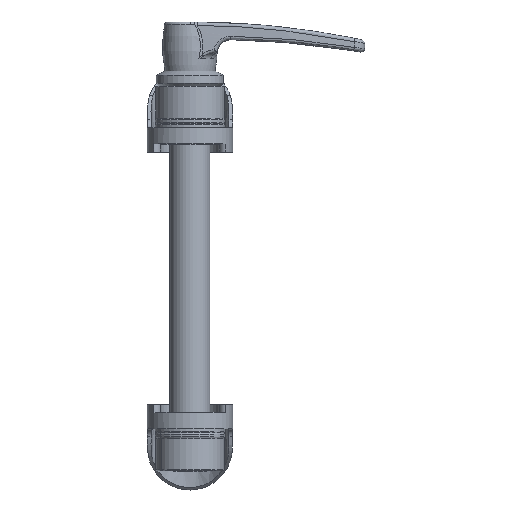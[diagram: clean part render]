
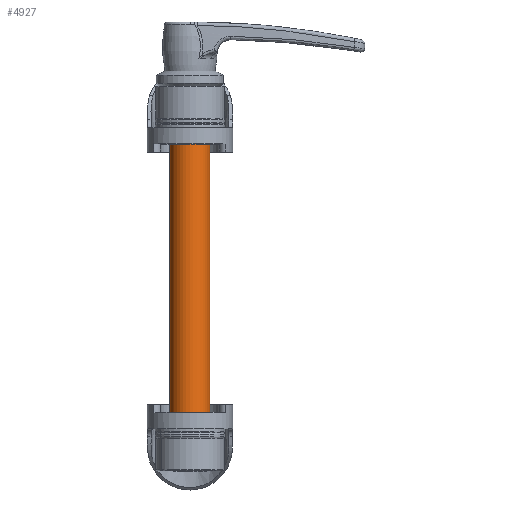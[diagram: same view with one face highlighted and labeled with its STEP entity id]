
A CAD part, front view. The second image highlights one B-rep face of the part: STEP entity #4927.
In plain terms, the highlighted cylindrical face has radius 7.455 mm (diameter 14.91 mm), a partial arc.
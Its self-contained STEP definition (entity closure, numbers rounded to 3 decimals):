
#170 = AXIS2_PLACEMENT_3D ( 'NONE', #6706, #2793, #7361 ) ;
#270 = AXIS2_PLACEMENT_3D ( 'NONE', #6027, #2136, #6694 ) ;
#338 = CARTESIAN_POINT ( 'NONE',  ( 133.604, 0., -7.455 ) ) ;
#387 = DIRECTION ( 'NONE',  ( -1., 0., 0. ) ) ;
#504 = EDGE_CURVE ( 'NONE', #6790, #5263, #2959, .T. ) ;
#969 = ORIENTED_EDGE ( 'NONE', *, *, #504, .F. ) ;
#1123 = ORIENTED_EDGE ( 'NONE', *, *, #6656, .F. ) ;
#1174 = ORIENTED_EDGE ( 'NONE', *, *, #6985, .T. ) ;
#1673 = ORIENTED_EDGE ( 'NONE', *, *, #3898, .T. ) ;
#1949 = CYLINDRICAL_SURFACE ( 'NONE', #7235, 7.455 ) ;
#2136 = DIRECTION ( 'NONE',  ( -1., 0., 0. ) ) ;
#2362 = CARTESIAN_POINT ( 'NONE',  ( 0., 0., -7.455 ) ) ;
#2793 = DIRECTION ( 'NONE',  ( -1., 0., 0. ) ) ;
#2959 = CIRCLE ( 'NONE', #270, 7.455 ) ;
#3317 = LINE ( 'NONE', #3460, #5073 ) ;
#3438 = CIRCLE ( 'NONE', #170, 7.455 ) ;
#3460 = CARTESIAN_POINT ( 'NONE',  ( 0., 0., 7.455 ) ) ;
#3471 = EDGE_LOOP ( 'NONE', ( #1123, #1174, #1673, #969 ) ) ;
#3595 = CARTESIAN_POINT ( 'NONE',  ( 0., 0., 0. ) ) ;
#3768 = CARTESIAN_POINT ( 'NONE',  ( 5.588, 0., -7.455 ) ) ;
#3890 = CARTESIAN_POINT ( 'NONE',  ( 5.588, 0., 7.455 ) ) ;
#3898 = EDGE_CURVE ( 'NONE', #5982, #5263, #3317, .T. ) ;
#3950 = LINE ( 'NONE', #2362, #5484 ) ;
#4508 = CARTESIAN_POINT ( 'NONE',  ( 133.604, 0., 7.455 ) ) ;
#4927 = ADVANCED_FACE ( 'NONE', ( #7150 ), #1949, .T. ) ;
#5073 = VECTOR ( 'NONE', #6086, 1000. ) ;
#5263 = VERTEX_POINT ( 'NONE', #3890 ) ;
#5484 = VECTOR ( 'NONE', #6258, 1000. ) ;
#5982 = VERTEX_POINT ( 'NONE', #4508 ) ;
#6027 = CARTESIAN_POINT ( 'NONE',  ( 5.588, 0., 0. ) ) ;
#6086 = DIRECTION ( 'NONE',  ( -1., 0., 0. ) ) ;
#6258 = DIRECTION ( 'NONE',  ( -1., 0., 0. ) ) ;
#6583 = VERTEX_POINT ( 'NONE', #338 ) ;
#6656 = EDGE_CURVE ( 'NONE', #6583, #6790, #3950, .T. ) ;
#6694 = DIRECTION ( 'NONE',  ( 0., 0., 1. ) ) ;
#6706 = CARTESIAN_POINT ( 'NONE',  ( 133.604, 0., 0. ) ) ;
#6790 = VERTEX_POINT ( 'NONE', #3768 ) ;
#6985 = EDGE_CURVE ( 'NONE', #6583, #5982, #3438, .T. ) ;
#7150 = FACE_OUTER_BOUND ( 'NONE', #3471, .T. ) ;
#7235 = AXIS2_PLACEMENT_3D ( 'NONE', #3595, #387, #7507 ) ;
#7361 = DIRECTION ( 'NONE',  ( 0., 0., 1. ) ) ;
#7507 = DIRECTION ( 'NONE',  ( 0., 0., 1. ) ) ;
